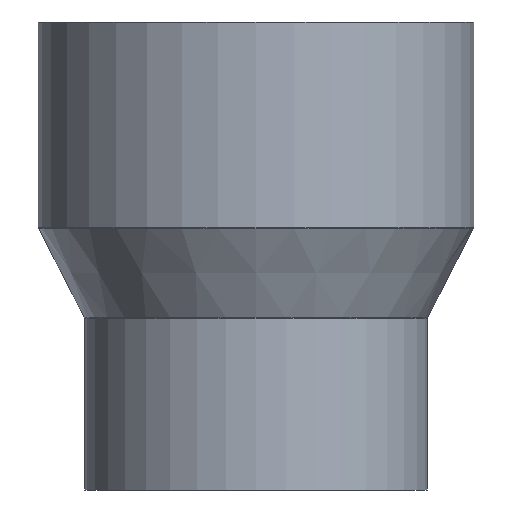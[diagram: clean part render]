
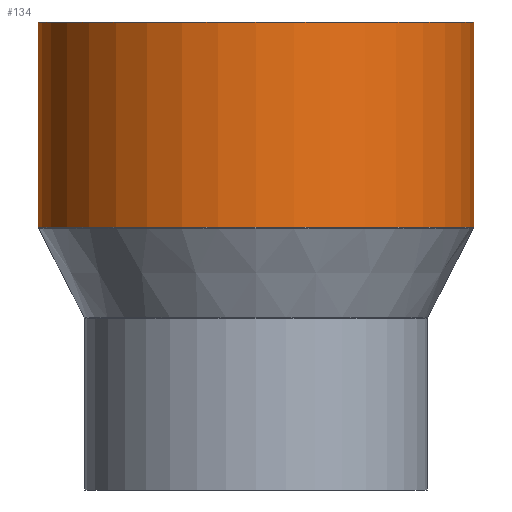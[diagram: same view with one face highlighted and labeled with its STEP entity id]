
A CAD part, front view. The second image highlights one B-rep face of the part: STEP entity #134.
In plain terms, the highlighted cylindrical face has radius 200 mm (diameter 400 mm), a partial arc.
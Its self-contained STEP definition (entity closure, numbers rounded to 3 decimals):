
#3 = VECTOR ( 'NONE', #398, 1000. ) ;
#10 = ORIENTED_EDGE ( 'NONE', *, *, #489, .F. ) ;
#55 = CARTESIAN_POINT ( 'NONE',  ( 200., 0., 34.366 ) ) ;
#65 = DIRECTION ( 'NONE',  ( -1., 0., 0. ) ) ;
#77 = VERTEX_POINT ( 'NONE', #155 ) ;
#94 = DIRECTION ( 'NONE',  ( -1., 0., 0. ) ) ;
#107 = CARTESIAN_POINT ( 'NONE',  ( -200., 0., -16.533 ) ) ;
#128 = AXIS2_PLACEMENT_3D ( 'NONE', #524, #324, #65 ) ;
#134 = ADVANCED_FACE ( 'NONE', ( #386 ), #193, .T. ) ;
#145 = LINE ( 'NONE', #107, #3 ) ;
#155 = CARTESIAN_POINT ( 'NONE',  ( -200., 0., 34.366 ) ) ;
#168 = CARTESIAN_POINT ( 'NONE',  ( 200., 0., 222.884 ) ) ;
#193 = CYLINDRICAL_SURFACE ( 'NONE', #608, 200. ) ;
#210 = LINE ( 'NONE', #648, #539 ) ;
#247 = CARTESIAN_POINT ( 'NONE',  ( 0., 0., -16.533 ) ) ;
#275 = VERTEX_POINT ( 'NONE', #55 ) ;
#310 = EDGE_CURVE ( 'NONE', #422, #77, #145, .T. ) ;
#324 = DIRECTION ( 'NONE',  ( 0., 0., -1. ) ) ;
#350 = DIRECTION ( 'NONE',  ( 0., 0., -1. ) ) ;
#386 = FACE_OUTER_BOUND ( 'NONE', #480, .T. ) ;
#398 = DIRECTION ( 'NONE',  ( 0., 0., -1. ) ) ;
#422 = VERTEX_POINT ( 'NONE', #552 ) ;
#423 = EDGE_CURVE ( 'NONE', #579, #275, #210, .T. ) ;
#424 = ORIENTED_EDGE ( 'NONE', *, *, #637, .T. ) ;
#431 = CIRCLE ( 'NONE', #128, 200. ) ;
#454 = CARTESIAN_POINT ( 'NONE',  ( 0., 0., 34.366 ) ) ;
#474 = CIRCLE ( 'NONE', #598, 200. ) ;
#478 = ORIENTED_EDGE ( 'NONE', *, *, #423, .F. ) ;
#480 = EDGE_LOOP ( 'NONE', ( #478, #424, #523, #10 ) ) ;
#489 = EDGE_CURVE ( 'NONE', #275, #77, #474, .T. ) ;
#523 = ORIENTED_EDGE ( 'NONE', *, *, #310, .T. ) ;
#524 = CARTESIAN_POINT ( 'NONE',  ( 0., 0., 222.884 ) ) ;
#539 = VECTOR ( 'NONE', #558, 1000. ) ;
#548 = DIRECTION ( 'NONE',  ( 0., 0., -1. ) ) ;
#552 = CARTESIAN_POINT ( 'NONE',  ( -200., 0., 222.884 ) ) ;
#558 = DIRECTION ( 'NONE',  ( 0., 0., -1. ) ) ;
#579 = VERTEX_POINT ( 'NONE', #168 ) ;
#593 = DIRECTION ( 'NONE',  ( -1., 0., 0. ) ) ;
#598 = AXIS2_PLACEMENT_3D ( 'NONE', #454, #350, #94 ) ;
#608 = AXIS2_PLACEMENT_3D ( 'NONE', #247, #548, #593 ) ;
#637 = EDGE_CURVE ( 'NONE', #579, #422, #431, .T. ) ;
#648 = CARTESIAN_POINT ( 'NONE',  ( 200., 0., -16.533 ) ) ;
